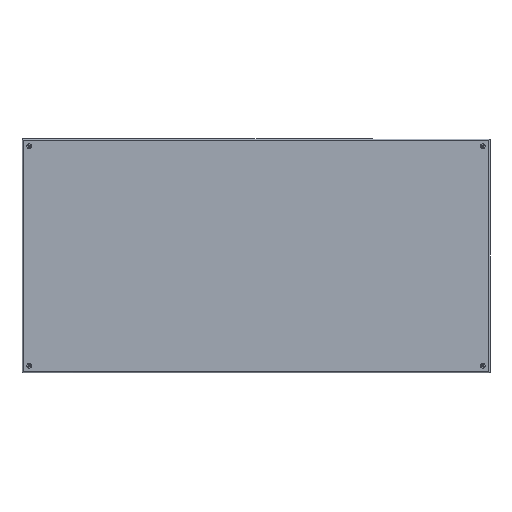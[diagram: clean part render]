
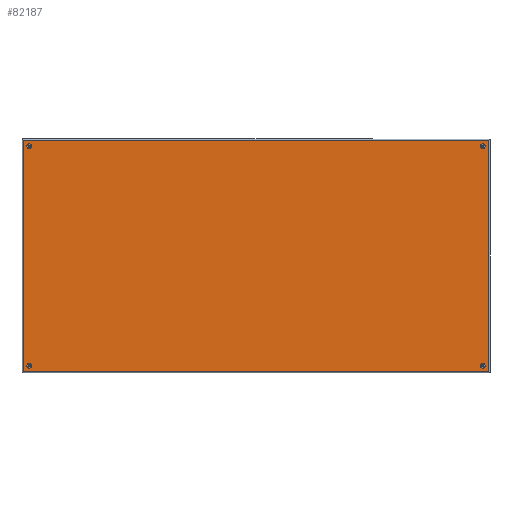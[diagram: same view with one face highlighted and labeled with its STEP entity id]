
A CAD part, left-side view. The second image highlights one B-rep face of the part: STEP entity #82187.
In plain terms, the highlighted face is planar.
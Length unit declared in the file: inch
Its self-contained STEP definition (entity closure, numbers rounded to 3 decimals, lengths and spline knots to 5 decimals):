
#1150 = CARTESIAN_POINT ( 'NONE',  ( 11.25, 0., 23.5 ) ) ;
#1321 = LINE ( 'NONE', #36328, #42133 ) ;
#1546 = VERTEX_POINT ( 'NONE', #1150 ) ;
#1992 = DIRECTION ( 'NONE',  ( 0., -1., 0. ) ) ;
#7624 = EDGE_CURVE ( 'NONE', #24438, #65132, #1321, .T. ) ;
#7943 = ORIENTED_EDGE ( 'NONE', *, *, #87107, .T. ) ;
#8041 = DIRECTION ( 'NONE',  ( 0., 0., 1. ) ) ;
#8164 = FACE_BOUND ( 'NONE', #94280, .T. ) ;
#8724 = DIRECTION ( 'NONE',  ( 0., -1., 0. ) ) ;
#9857 = CARTESIAN_POINT ( 'NONE',  ( -11.25, 0., 23.5 ) ) ;
#10002 = ORIENTED_EDGE ( 'NONE', *, *, #60920, .T. ) ;
#10035 = CARTESIAN_POINT ( 'NONE',  ( -11.892, 0., -23.892 ) ) ;
#10351 = EDGE_CURVE ( 'NONE', #31816, #35446, #38250, .T. ) ;
#10415 = CIRCLE ( 'NONE', #14346, 0.25 ) ;
#12248 = AXIS2_PLACEMENT_3D ( 'NONE', #45909, #78795, #86653 ) ;
#12817 = DIRECTION ( 'NONE',  ( 0., -1., 0. ) ) ;
#13979 = EDGE_CURVE ( 'NONE', #85665, #77600, #64029, .T. ) ;
#14346 = AXIS2_PLACEMENT_3D ( 'NONE', #76828, #101080, #84308 ) ;
#15960 = ORIENTED_EDGE ( 'NONE', *, *, #30769, .T. ) ;
#16552 = VERTEX_POINT ( 'NONE', #100635 ) ;
#16891 = DIRECTION ( 'NONE',  ( 0., -1., 0. ) ) ;
#21667 = CARTESIAN_POINT ( 'NONE',  ( 11.892, 0., 23.892 ) ) ;
#23351 = ORIENTED_EDGE ( 'NONE', *, *, #101369, .T. ) ;
#24438 = VERTEX_POINT ( 'NONE', #21667 ) ;
#24719 = CARTESIAN_POINT ( 'NONE',  ( 11.25, 0., 23. ) ) ;
#24900 = CIRCLE ( 'NONE', #38756, 0.25 ) ;
#26002 = CARTESIAN_POINT ( 'NONE',  ( 11.892, 0., -23.892 ) ) ;
#26504 = DIRECTION ( 'NONE',  ( 0., 0., 1. ) ) ;
#26941 = CARTESIAN_POINT ( 'NONE',  ( 0., 0., 0. ) ) ;
#28754 = EDGE_LOOP ( 'NONE', ( #10002, #7943 ) ) ;
#30769 = EDGE_CURVE ( 'NONE', #76617, #103764, #39500, .T. ) ;
#31104 = FACE_BOUND ( 'NONE', #92381, .T. ) ;
#31816 = VERTEX_POINT ( 'NONE', #74991 ) ;
#35446 = VERTEX_POINT ( 'NONE', #76034 ) ;
#36328 = CARTESIAN_POINT ( 'NONE',  ( 11.892, 0., 0. ) ) ;
#38250 = CIRCLE ( 'NONE', #77951, 0.25 ) ;
#38756 = AXIS2_PLACEMENT_3D ( 'NONE', #49040, #8724, #65185 ) ;
#39500 = CIRCLE ( 'NONE', #99502, 0.25 ) ;
#42133 = VECTOR ( 'NONE', #93508, 39.37008 ) ;
#42299 = CARTESIAN_POINT ( 'NONE',  ( 11.25, 0., -23.5 ) ) ;
#43467 = EDGE_CURVE ( 'NONE', #103764, #76617, #67104, .T. ) ;
#44052 = EDGE_CURVE ( 'NONE', #65132, #85665, #100090, .T. ) ;
#44364 = DIRECTION ( 'NONE',  ( 0., 0., 1. ) ) ;
#45909 = CARTESIAN_POINT ( 'NONE',  ( 11.25, 0., -23.25 ) ) ;
#46382 = ORIENTED_EDGE ( 'NONE', *, *, #90205, .T. ) ;
#47997 = DIRECTION ( 'NONE',  ( 0., -1., 0. ) ) ;
#48053 = ORIENTED_EDGE ( 'NONE', *, *, #43467, .T. ) ;
#49040 = CARTESIAN_POINT ( 'NONE',  ( -11.25, 0., -23.25 ) ) ;
#49069 = ORIENTED_EDGE ( 'NONE', *, *, #7624, .T. ) ;
#49089 = AXIS2_PLACEMENT_3D ( 'NONE', #26941, #50926, #83096 ) ;
#50926 = DIRECTION ( 'NONE',  ( 0., 1., 0. ) ) ;
#52306 = VERTEX_POINT ( 'NONE', #24719 ) ;
#57123 = ORIENTED_EDGE ( 'NONE', *, *, #44052, .T. ) ;
#57620 = VECTOR ( 'NONE', #8041, 39.37008 ) ;
#57772 = DIRECTION ( 'NONE',  ( -1., 0., 0. ) ) ;
#58737 = CARTESIAN_POINT ( 'NONE',  ( 0., 0., 23.892 ) ) ;
#60211 = LINE ( 'NONE', #58737, #84536 ) ;
#60314 = AXIS2_PLACEMENT_3D ( 'NONE', #84416, #100500, #44364 ) ;
#60920 = EDGE_CURVE ( 'NONE', #1546, #52306, #78371, .T. ) ;
#61079 = DIRECTION ( 'NONE',  ( 0., 0., 1. ) ) ;
#64029 = LINE ( 'NONE', #72323, #57620 ) ;
#65132 = VERTEX_POINT ( 'NONE', #26002 ) ;
#65185 = DIRECTION ( 'NONE',  ( 0., 0., 1. ) ) ;
#65201 = AXIS2_PLACEMENT_3D ( 'NONE', #86392, #12817, #61079 ) ;
#65902 = CARTESIAN_POINT ( 'NONE',  ( -11.25, 0., -23.25 ) ) ;
#67001 = FACE_OUTER_BOUND ( 'NONE', #94517, .T. ) ;
#67027 = DIRECTION ( 'NONE',  ( 1., 0., 0. ) ) ;
#67104 = CIRCLE ( 'NONE', #65201, 0.25 ) ;
#67308 = DIRECTION ( 'NONE',  ( 0., 0., 1. ) ) ;
#71957 = CARTESIAN_POINT ( 'NONE',  ( -11.892, 0., 23.892 ) ) ;
#72106 = FACE_BOUND ( 'NONE', #99038, .T. ) ;
#72323 = CARTESIAN_POINT ( 'NONE',  ( -11.892, 0., 0. ) ) ;
#73043 = CARTESIAN_POINT ( 'NONE',  ( -11.25, 0., 23.25 ) ) ;
#74413 = EDGE_CURVE ( 'NONE', #16552, #74858, #90576, .T. ) ;
#74858 = VERTEX_POINT ( 'NONE', #42299 ) ;
#74991 = CARTESIAN_POINT ( 'NONE',  ( -11.25, 0., -23.5 ) ) ;
#76034 = CARTESIAN_POINT ( 'NONE',  ( -11.25, 0., -23. ) ) ;
#76617 = VERTEX_POINT ( 'NONE', #105697 ) ;
#76828 = CARTESIAN_POINT ( 'NONE',  ( 11.25, 0., -23.25 ) ) ;
#77600 = VERTEX_POINT ( 'NONE', #71957 ) ;
#77951 = AXIS2_PLACEMENT_3D ( 'NONE', #65902, #16891, #67308 ) ;
#78371 = CIRCLE ( 'NONE', #60314, 0.25 ) ;
#78795 = DIRECTION ( 'NONE',  ( 0., -1., 0. ) ) ;
#82187 = ADVANCED_FACE ( 'NONE', ( #67001, #83565, #72106, #8164, #31104 ), #99888, .T. ) ;
#82436 = CARTESIAN_POINT ( 'NONE',  ( 0., 0., -23.892 ) ) ;
#83096 = DIRECTION ( 'NONE',  ( 0., 0., 1. ) ) ;
#83414 = EDGE_CURVE ( 'NONE', #74858, #16552, #10415, .T. ) ;
#83565 = FACE_BOUND ( 'NONE', #28754, .T. ) ;
#84308 = DIRECTION ( 'NONE',  ( 0., 0., 1. ) ) ;
#84416 = CARTESIAN_POINT ( 'NONE',  ( 11.25, 0., 23.25 ) ) ;
#84536 = VECTOR ( 'NONE', #67027, 39.37008 ) ;
#85665 = VERTEX_POINT ( 'NONE', #10035 ) ;
#86392 = CARTESIAN_POINT ( 'NONE',  ( -11.25, 0., 23.25 ) ) ;
#86591 = ORIENTED_EDGE ( 'NONE', *, *, #83414, .T. ) ;
#86653 = DIRECTION ( 'NONE',  ( 0., 0., 1. ) ) ;
#87107 = EDGE_CURVE ( 'NONE', #52306, #1546, #89528, .T. ) ;
#87914 = AXIS2_PLACEMENT_3D ( 'NONE', #99819, #1992, #26504 ) ;
#89528 = CIRCLE ( 'NONE', #87914, 0.25 ) ;
#90205 = EDGE_CURVE ( 'NONE', #77600, #24438, #60211, .T. ) ;
#90576 = CIRCLE ( 'NONE', #12248, 0.25 ) ;
#91094 = ORIENTED_EDGE ( 'NONE', *, *, #10351, .T. ) ;
#92381 = EDGE_LOOP ( 'NONE', ( #23351, #91094 ) ) ;
#92387 = VECTOR ( 'NONE', #57772, 39.37008 ) ;
#92984 = ORIENTED_EDGE ( 'NONE', *, *, #13979, .T. ) ;
#93474 = ORIENTED_EDGE ( 'NONE', *, *, #74413, .T. ) ;
#93508 = DIRECTION ( 'NONE',  ( 0., 0., -1. ) ) ;
#94280 = EDGE_LOOP ( 'NONE', ( #48053, #15960 ) ) ;
#94517 = EDGE_LOOP ( 'NONE', ( #46382, #49069, #57123, #92984 ) ) ;
#99038 = EDGE_LOOP ( 'NONE', ( #93474, #86591 ) ) ;
#99502 = AXIS2_PLACEMENT_3D ( 'NONE', #73043, #47997, #105176 ) ;
#99819 = CARTESIAN_POINT ( 'NONE',  ( 11.25, 0., 23.25 ) ) ;
#99888 = PLANE ( 'NONE',  #49089 ) ;
#100090 = LINE ( 'NONE', #82436, #92387 ) ;
#100500 = DIRECTION ( 'NONE',  ( 0., -1., 0. ) ) ;
#100635 = CARTESIAN_POINT ( 'NONE',  ( 11.25, 0., -23. ) ) ;
#101080 = DIRECTION ( 'NONE',  ( 0., -1., 0. ) ) ;
#101369 = EDGE_CURVE ( 'NONE', #35446, #31816, #24900, .T. ) ;
#103764 = VERTEX_POINT ( 'NONE', #9857 ) ;
#105176 = DIRECTION ( 'NONE',  ( 0., 0., 1. ) ) ;
#105697 = CARTESIAN_POINT ( 'NONE',  ( -11.25, 0., 23. ) ) ;
